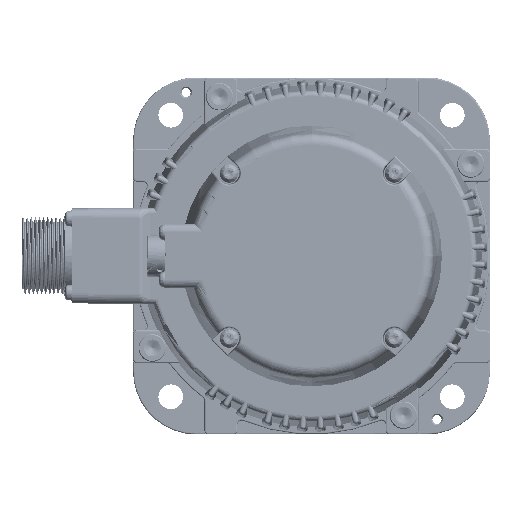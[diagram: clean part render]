
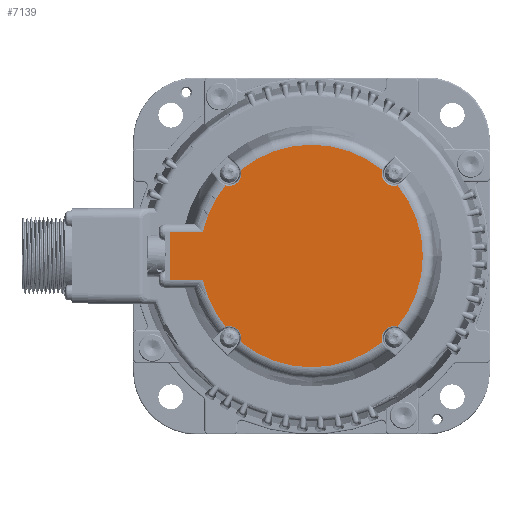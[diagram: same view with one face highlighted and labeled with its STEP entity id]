
A CAD part, left-side view. The second image highlights one B-rep face of the part: STEP entity #7139.
In plain terms, the highlighted planar face has unit normal (-1, 0, 0).
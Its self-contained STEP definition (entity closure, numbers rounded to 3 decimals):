
#4632=CIRCLE('',#51469,4.53);
#4633=CIRCLE('',#51471,40.545);
#4634=CIRCLE('',#51473,4.53);
#4635=CIRCLE('',#51475,40.545);
#4636=CIRCLE('',#51477,4.53);
#4637=CIRCLE('',#51479,40.545);
#4638=CIRCLE('',#51481,4.53);
#4643=CIRCLE('',#51489,40.545);
#4645=CIRCLE('',#51493,40.545);
#7139=ADVANCED_FACE('',(#10627),#8429,.T.);
#8429=PLANE('',#51495);
#10627=FACE_OUTER_BOUND('',#13437,.T.);
#13437=EDGE_LOOP('',(#31470,#31471,#31472,#31473,#31474,#31475,#31476,#31477,
#31478,#31479,#31480,#31481));
#16232=LINE('',#135634,#18975);
#16233=LINE('',#135636,#18976);
#16234=LINE('',#135638,#18977);
#18975=VECTOR('',#63399,1.);
#18976=VECTOR('',#63400,1.);
#18977=VECTOR('',#63401,1.);
#31470=ORIENTED_EDGE('',*,*,#44381,.T.);
#31471=ORIENTED_EDGE('',*,*,#44372,.T.);
#31472=ORIENTED_EDGE('',*,*,#44371,.T.);
#31473=ORIENTED_EDGE('',*,*,#44370,.T.);
#31474=ORIENTED_EDGE('',*,*,#44369,.T.);
#31475=ORIENTED_EDGE('',*,*,#44368,.T.);
#31476=ORIENTED_EDGE('',*,*,#44367,.T.);
#31477=ORIENTED_EDGE('',*,*,#44366,.T.);
#31478=ORIENTED_EDGE('',*,*,#44389,.T.);
#31479=ORIENTED_EDGE('',*,*,#44390,.T.);
#31480=ORIENTED_EDGE('',*,*,#44391,.F.);
#31481=ORIENTED_EDGE('',*,*,#44392,.T.);
#37559=VERTEX_POINT('',#134646);
#37564=VERTEX_POINT('',#134754);
#37566=VERTEX_POINT('',#134796);
#37570=VERTEX_POINT('',#134877);
#37572=VERTEX_POINT('',#134919);
#37576=VERTEX_POINT('',#135000);
#37596=VERTEX_POINT('',#135389);
#37601=VERTEX_POINT('',#135517);
#37608=VERTEX_POINT('',#135592);
#37613=VERTEX_POINT('',#135631);
#37614=VERTEX_POINT('',#135635);
#37615=VERTEX_POINT('',#135637);
#44366=EDGE_CURVE('',#37559,#37601,#4632,.T.);
#44367=EDGE_CURVE('',#37564,#37559,#4633,.T.);
#44368=EDGE_CURVE('',#37566,#37564,#4634,.T.);
#44369=EDGE_CURVE('',#37570,#37566,#4635,.T.);
#44370=EDGE_CURVE('',#37572,#37570,#4636,.T.);
#44371=EDGE_CURVE('',#37576,#37572,#4637,.T.);
#44372=EDGE_CURVE('',#37596,#37576,#4638,.T.);
#44381=EDGE_CURVE('',#37608,#37596,#4643,.T.);
#44389=EDGE_CURVE('',#37601,#37613,#4645,.T.);
#44390=EDGE_CURVE('',#37613,#37614,#16232,.T.);
#44391=EDGE_CURVE('',#37615,#37614,#16233,.T.);
#44392=EDGE_CURVE('',#37615,#37608,#16234,.T.);
#51469=AXIS2_PLACEMENT_3D('',#135531,#63347,#63348);
#51471=AXIS2_PLACEMENT_3D('',#135533,#63351,#63352);
#51473=AXIS2_PLACEMENT_3D('',#135535,#63355,#63356);
#51475=AXIS2_PLACEMENT_3D('',#135537,#63359,#63360);
#51477=AXIS2_PLACEMENT_3D('',#135539,#63363,#63364);
#51479=AXIS2_PLACEMENT_3D('',#135541,#63367,#63368);
#51481=AXIS2_PLACEMENT_3D('',#135543,#63371,#63372);
#51489=AXIS2_PLACEMENT_3D('',#135591,#63387,#63388);
#51493=AXIS2_PLACEMENT_3D('',#135632,#63395,#63396);
#51495=AXIS2_PLACEMENT_3D('',#135639,#63402,#63403);
#63347=DIRECTION('',(1.,0.,0.));
#63348=DIRECTION('',(0.,-1.,0.));
#63351=DIRECTION('',(-1.,0.,0.));
#63352=DIRECTION('',(0.,-1.,0.));
#63355=DIRECTION('',(1.,0.,0.));
#63356=DIRECTION('',(0.,-1.,0.));
#63359=DIRECTION('',(-1.,0.,0.));
#63360=DIRECTION('',(0.,-1.,0.));
#63363=DIRECTION('',(1.,0.,0.));
#63364=DIRECTION('',(0.,-1.,0.));
#63367=DIRECTION('',(-1.,0.,0.));
#63368=DIRECTION('',(0.,-1.,0.));
#63371=DIRECTION('',(1.,0.,0.));
#63372=DIRECTION('',(0.,-1.,0.));
#63387=DIRECTION('',(-1.,0.,0.));
#63388=DIRECTION('',(0.,-1.,0.));
#63395=DIRECTION('',(-1.,0.,0.));
#63396=DIRECTION('',(0.,-1.,0.));
#63399=DIRECTION('',(0.,1.,0.));
#63400=DIRECTION('',(0.,0.,1.));
#63401=DIRECTION('',(0.,-1.,0.));
#63402=DIRECTION('',(-1.,0.,0.));
#63403=DIRECTION('',(0.,-1.,0.));
#134646=CARTESIAN_POINT('',(-147.2,25.712,31.349));
#134754=CARTESIAN_POINT('',(-147.2,-25.712,31.349));
#134796=CARTESIAN_POINT('',(-147.2,-31.349,25.712));
#134877=CARTESIAN_POINT('',(-147.2,-31.349,-25.712));
#134919=CARTESIAN_POINT('',(-147.2,-25.712,-31.349));
#135000=CARTESIAN_POINT('',(-147.2,25.712,-31.349));
#135389=CARTESIAN_POINT('',(-147.2,31.349,-25.712));
#135517=CARTESIAN_POINT('',(-147.2,31.349,25.712));
#135531=CARTESIAN_POINT('',(-147.2,30.052,30.052));
#135533=CARTESIAN_POINT('',(-147.2,0.,0.));
#135535=CARTESIAN_POINT('',(-147.2,-30.052,30.052));
#135537=CARTESIAN_POINT('',(-147.2,0.,0.));
#135539=CARTESIAN_POINT('',(-147.2,-30.052,-30.052));
#135541=CARTESIAN_POINT('',(-147.2,0.,0.));
#135543=CARTESIAN_POINT('',(-147.2,30.052,-30.052));
#135591=CARTESIAN_POINT('',(-147.2,0.,0.));
#135592=CARTESIAN_POINT('',(-147.2,39.607,-8.67));
#135631=CARTESIAN_POINT('',(-147.2,39.607,8.67));
#135632=CARTESIAN_POINT('',(-147.2,0.,0.));
#135634=CARTESIAN_POINT('',(-147.2,0.,8.67));
#135635=CARTESIAN_POINT('',(-147.2,51.5,8.67));
#135636=CARTESIAN_POINT('',(-147.2,51.5,-8.617));
#135637=CARTESIAN_POINT('',(-147.2,51.5,-8.67));
#135638=CARTESIAN_POINT('',(-147.2,0.,-8.67));
#135639=CARTESIAN_POINT('',(-147.2,0.,0.));
